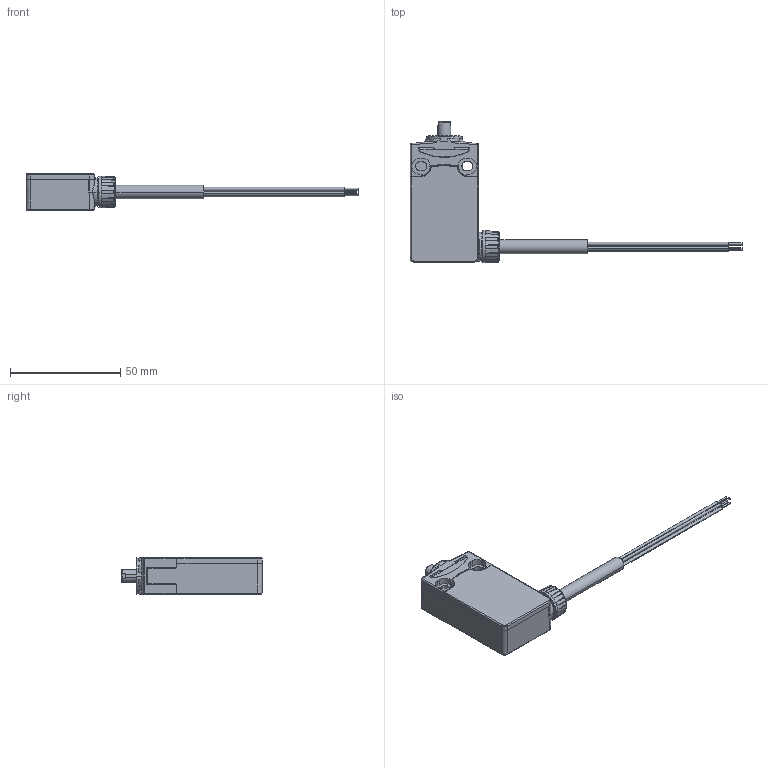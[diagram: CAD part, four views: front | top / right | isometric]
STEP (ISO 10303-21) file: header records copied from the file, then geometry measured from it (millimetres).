
FILE_DESCRIPTION (( 'STEP AP203' ), '1' );
FILE_NAME ('PS116Z11-LR200S200_Default.step', '2022-10-27T18:29:56', ( 'Windows User' ), ( 'AUTOMATION DIRECT' ), 'SwSTEP 2.0', 'SolidWorks 2021', '' );
FILE_SCHEMA (( 'CONFIG_CONTROL_DESIGN' ));
Length unit declared in the file: inch
Products named in the file (1): PS116Z11-LR200S200_Default
Bounding box: 150.5 x 64.19 x 16.6 mm (x, y, z)
Volume: 30066.1 mm3; surface area: 12540.4 mm2
Topology: 1 solids, 1 shells, 1000 faces, 2586 edges, 1572 vertices
Faces by surface type: cylinder 408, plane 313, bspline 249, cone 16, torus 14
Entity records: 39466 total; most frequent: CARTESIAN_POINT 16993, ORIENTED_EDGE 5132, DIRECTION 4228, EDGE_CURVE 2566, AXIS2_PLACEMENT_3D 1580, VERTEX_POINT 1572, LINE 1068, VECTOR 1068
